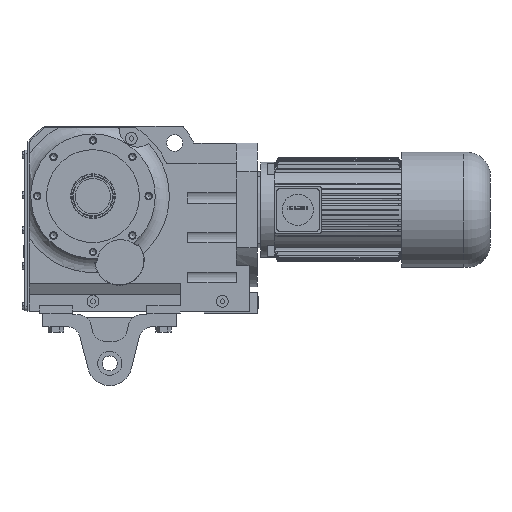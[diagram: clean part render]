
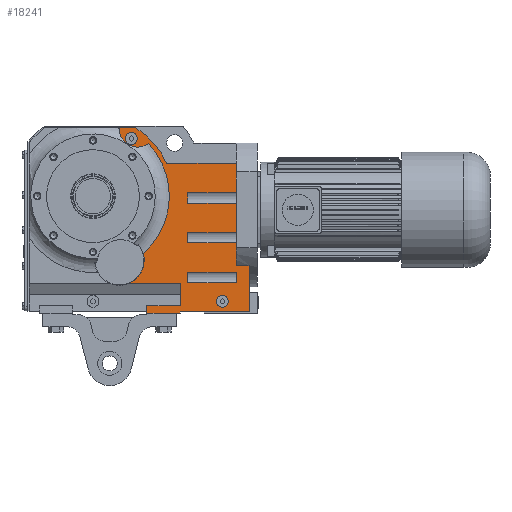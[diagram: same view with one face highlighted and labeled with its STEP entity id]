
A CAD part, front view. The second image highlights one B-rep face of the part: STEP entity #18241.
In plain terms, the highlighted planar face has unit normal (0, -1, 0).
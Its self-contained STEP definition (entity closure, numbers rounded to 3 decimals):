
#428=FACE_BOUND('',#6088,.T.);
#429=FACE_BOUND('',#6089,.T.);
#430=FACE_BOUND('',#6090,.T.);
#2114=LINE('',#31445,#3758);
#2115=LINE('',#31449,#3759);
#2116=LINE('',#31452,#3760);
#2117=LINE('',#31454,#3761);
#2121=LINE('',#31526,#3765);
#2125=LINE('',#31535,#3769);
#2126=LINE('',#31541,#3770);
#2127=LINE('',#31544,#3771);
#2128=LINE('',#31546,#3772);
#2129=LINE('',#31552,#3773);
#2130=LINE('',#31555,#3774);
#2131=LINE('',#31557,#3775);
#2132=LINE('',#31560,#3776);
#2133=LINE('',#31562,#3777);
#2134=LINE('',#31563,#3778);
#2135=LINE('',#31566,#3779);
#2137=LINE('',#31572,#3781);
#2141=LINE('',#31579,#3785);
#2145=LINE('',#31588,#3789);
#2149=LINE('',#31594,#3793);
#2204=LINE('',#31727,#3848);
#2222=LINE('',#31761,#3866);
#2223=LINE('',#31764,#3867);
#2224=LINE('',#31766,#3868);
#2225=LINE('',#31767,#3869);
#3758=VECTOR('',#24023,27.713);
#3759=VECTOR('',#24028,131.);
#3760=VECTOR('',#24031,131.);
#3761=VECTOR('',#24034,27.713);
#3765=VECTOR('',#24052,44.995);
#3769=VECTOR('',#24062,187.644);
#3770=VECTOR('',#24067,131.);
#3771=VECTOR('',#24070,131.);
#3772=VECTOR('',#24073,27.713);
#3773=VECTOR('',#24078,131.);
#3774=VECTOR('',#24081,131.);
#3775=VECTOR('',#24084,27.713);
#3776=VECTOR('',#24087,60.81);
#3777=VECTOR('',#24090,79.144);
#3778=VECTOR('',#24091,79.287);
#3779=VECTOR('',#24094,34.);
#3781=VECTOR('',#24100,123.334);
#3785=VECTOR('',#24106,185.);
#3789=VECTOR('',#24112,59.445);
#3793=VECTOR('',#24118,140.603);
#3848=VECTOR('',#24247,5.);
#3866=VECTOR('',#24277,90.);
#3867=VECTOR('',#24280,20.);
#3868=VECTOR('',#24281,80.);
#3869=VECTOR('',#24282,10.);
#5008=FACE_OUTER_BOUND('',#6087,.T.);
#6087=EDGE_LOOP('',(#15441,#15442,#15443,#15444,#15445,#15446,#15447,#15448,
#15449,#15450,#15451,#15452,#15453,#15454,#15455,#15456,#15457,#15458,#15459,
#15460,#15461,#15462,#15463,#15464,#15465));
#6088=EDGE_LOOP('',(#15466));
#6089=EDGE_LOOP('',(#15467));
#6090=EDGE_LOOP('',(#15468,#15469,#15470,#15471));
#6599=CIRCLE('',#19626,66.787);
#6620=CIRCLE('',#19679,16.);
#6621=CIRCLE('',#19681,16.);
#6622=CIRCLE('',#19683,50.);
#6623=CIRCLE('',#19686,217.);
#6630=CIRCLE('',#19705,205.5);
#8070=VERTEX_POINT('',#31158);
#8071=VERTEX_POINT('',#31160);
#8124=VERTEX_POINT('',#31443);
#8125=VERTEX_POINT('',#31444);
#8126=VERTEX_POINT('',#31448);
#8127=VERTEX_POINT('',#31450);
#8128=VERTEX_POINT('',#31456);
#8129=VERTEX_POINT('',#31460);
#8130=VERTEX_POINT('',#31464);
#8132=VERTEX_POINT('',#31492);
#8134=VERTEX_POINT('',#31525);
#8135=VERTEX_POINT('',#31529);
#8136=VERTEX_POINT('',#31533);
#8137=VERTEX_POINT('',#31537);
#8138=VERTEX_POINT('',#31538);
#8139=VERTEX_POINT('',#31540);
#8140=VERTEX_POINT('',#31542);
#8141=VERTEX_POINT('',#31548);
#8142=VERTEX_POINT('',#31549);
#8143=VERTEX_POINT('',#31551);
#8144=VERTEX_POINT('',#31553);
#8145=VERTEX_POINT('',#31559);
#8146=VERTEX_POINT('',#31565);
#8148=VERTEX_POINT('',#31571);
#8150=VERTEX_POINT('',#31578);
#8153=VERTEX_POINT('',#31585);
#8154=VERTEX_POINT('',#31587);
#8196=VERTEX_POINT('',#31726);
#8206=VERTEX_POINT('',#31759);
#8207=VERTEX_POINT('',#31763);
#8208=VERTEX_POINT('',#31765);
#10435=EDGE_CURVE('',#8071,#8070,#6599,.T.);
#10516=EDGE_CURVE('',#8124,#8125,#2114,.T.);
#10518=EDGE_CURVE('',#8126,#8124,#2115,.T.);
#10520=EDGE_CURVE('',#8125,#8127,#2116,.T.);
#10521=EDGE_CURVE('',#8127,#8126,#2117,.T.);
#10523=EDGE_CURVE('',#8128,#8128,#6620,.T.);
#10525=EDGE_CURVE('',#8129,#8129,#6621,.T.);
#10527=EDGE_CURVE('',#8132,#8130,#6622,.T.);
#10531=EDGE_CURVE('',#8134,#8132,#2121,.T.);
#10533=EDGE_CURVE('',#8135,#8134,#6623,.T.);
#10536=EDGE_CURVE('',#8136,#8135,#2125,.T.);
#10538=EDGE_CURVE('',#8139,#8138,#2126,.T.);
#10540=EDGE_CURVE('',#8137,#8140,#2127,.T.);
#10541=EDGE_CURVE('',#8140,#8139,#2128,.T.);
#10543=EDGE_CURVE('',#8143,#8142,#2129,.T.);
#10545=EDGE_CURVE('',#8141,#8144,#2130,.T.);
#10546=EDGE_CURVE('',#8144,#8143,#2131,.T.);
#10547=EDGE_CURVE('',#8145,#8141,#2132,.T.);
#10549=EDGE_CURVE('',#8138,#8136,#2133,.T.);
#10550=EDGE_CURVE('',#8142,#8137,#2134,.T.);
#10551=EDGE_CURVE('',#8146,#8145,#2135,.T.);
#10554=EDGE_CURVE('',#8148,#8146,#2137,.T.);
#10558=EDGE_CURVE('',#8150,#8148,#2141,.T.);
#10562=EDGE_CURVE('',#8154,#8153,#2145,.T.);
#10566=EDGE_CURVE('',#8070,#8154,#2149,.T.);
#10567=EDGE_CURVE('',#8130,#8071,#6630,.T.);
#10631=EDGE_CURVE('',#8196,#8150,#2204,.T.);
#10649=EDGE_CURVE('',#8153,#8206,#2222,.T.);
#10650=EDGE_CURVE('',#8206,#8207,#2223,.T.);
#10651=EDGE_CURVE('',#8208,#8207,#2224,.T.);
#10652=EDGE_CURVE('',#8208,#8196,#2225,.T.);
#15441=ORIENTED_EDGE('',*,*,#10567,.T.);
#15442=ORIENTED_EDGE('',*,*,#10435,.T.);
#15443=ORIENTED_EDGE('',*,*,#10566,.T.);
#15444=ORIENTED_EDGE('',*,*,#10562,.T.);
#15445=ORIENTED_EDGE('',*,*,#10649,.T.);
#15446=ORIENTED_EDGE('',*,*,#10650,.T.);
#15447=ORIENTED_EDGE('',*,*,#10651,.F.);
#15448=ORIENTED_EDGE('',*,*,#10652,.T.);
#15449=ORIENTED_EDGE('',*,*,#10631,.T.);
#15450=ORIENTED_EDGE('',*,*,#10558,.T.);
#15451=ORIENTED_EDGE('',*,*,#10554,.T.);
#15452=ORIENTED_EDGE('',*,*,#10551,.T.);
#15453=ORIENTED_EDGE('',*,*,#10547,.T.);
#15454=ORIENTED_EDGE('',*,*,#10545,.T.);
#15455=ORIENTED_EDGE('',*,*,#10546,.T.);
#15456=ORIENTED_EDGE('',*,*,#10543,.T.);
#15457=ORIENTED_EDGE('',*,*,#10550,.T.);
#15458=ORIENTED_EDGE('',*,*,#10540,.T.);
#15459=ORIENTED_EDGE('',*,*,#10541,.T.);
#15460=ORIENTED_EDGE('',*,*,#10538,.T.);
#15461=ORIENTED_EDGE('',*,*,#10549,.T.);
#15462=ORIENTED_EDGE('',*,*,#10536,.T.);
#15463=ORIENTED_EDGE('',*,*,#10533,.T.);
#15464=ORIENTED_EDGE('',*,*,#10531,.T.);
#15465=ORIENTED_EDGE('',*,*,#10527,.T.);
#15466=ORIENTED_EDGE('',*,*,#10525,.T.);
#15467=ORIENTED_EDGE('',*,*,#10523,.T.);
#15468=ORIENTED_EDGE('',*,*,#10520,.T.);
#15469=ORIENTED_EDGE('',*,*,#10521,.T.);
#15470=ORIENTED_EDGE('',*,*,#10518,.T.);
#15471=ORIENTED_EDGE('',*,*,#10516,.T.);
#16300=PLANE('',#19747);
#18241=ADVANCED_FACE('',(#5008,#428,#429,#430),#16300,.T.);
#19626=AXIS2_PLACEMENT_3D('',#31161,#23871,#23872);
#19679=AXIS2_PLACEMENT_3D('',#31458,#24038,#24039);
#19681=AXIS2_PLACEMENT_3D('',#31462,#24043,#24044);
#19683=AXIS2_PLACEMENT_3D('',#31493,#24047,#24048);
#19686=AXIS2_PLACEMENT_3D('',#31530,#24056,#24057);
#19705=AXIS2_PLACEMENT_3D('',#31596,#24121,#24122);
#19747=AXIS2_PLACEMENT_3D('',#31762,#24278,#24279);
#23871=DIRECTION('center_axis',(0.,1.,0.));
#23872=DIRECTION('ref_axis',(0.,0.,1.));
#24023=DIRECTION('',(0.,0.,-1.));
#24028=DIRECTION('',(1.,0.,0.));
#24031=DIRECTION('',(-1.,0.,0.));
#24034=DIRECTION('',(0.,0.,1.));
#24038=DIRECTION('center_axis',(0.,1.,0.));
#24039=DIRECTION('ref_axis',(1.,0.,0.));
#24043=DIRECTION('center_axis',(0.,1.,0.));
#24044=DIRECTION('ref_axis',(1.,0.,0.));
#24047=DIRECTION('center_axis',(0.,-1.,0.));
#24048=DIRECTION('ref_axis',(1.,0.,0.));
#24052=DIRECTION('',(-1.,0.,0.));
#24056=DIRECTION('center_axis',(0.,-1.,0.));
#24057=DIRECTION('ref_axis',(1.,0.,0.));
#24062=DIRECTION('',(-1.,0.,0.));
#24067=DIRECTION('',(1.,0.,0.));
#24070=DIRECTION('',(-1.,0.,0.));
#24073=DIRECTION('',(0.,0.,1.));
#24078=DIRECTION('',(1.,0.,0.));
#24081=DIRECTION('',(-1.,0.,0.));
#24084=DIRECTION('',(0.,0.,1.));
#24087=DIRECTION('',(0.,0.,1.));
#24090=DIRECTION('',(0.,0.,1.));
#24091=DIRECTION('',(0.,0.,1.));
#24094=DIRECTION('',(-1.,0.,0.));
#24100=DIRECTION('',(0.,0.,1.));
#24106=DIRECTION('',(1.,0.,0.));
#24112=DIRECTION('',(0.,0.,-1.));
#24118=DIRECTION('',(1.,0.,0.));
#24121=DIRECTION('center_axis',(0.,1.,0.));
#24122=DIRECTION('ref_axis',(0.,0.,-1.));
#24247=DIRECTION('',(0.,0.,1.));
#24277=DIRECTION('',(-1.,0.,0.));
#24278=DIRECTION('center_axis',(0.,-1.,0.));
#24279=DIRECTION('ref_axis',(0.,0.,-1.));
#24280=DIRECTION('',(0.,0.,-1.));
#24281=DIRECTION('',(-1.,0.,0.));
#24282=DIRECTION('',(1.,0.,0.));
#31158=CARTESIAN_POINT('',(94.397,21.,-235.555));
#31160=CARTESIAN_POINT('',(135.239,21.,-154.728));
#31161=CARTESIAN_POINT('Origin',(71.,21.,-173.));
#31443=CARTESIAN_POINT('',(386.,21.,-205.144));
#31444=CARTESIAN_POINT('',(386.,21.,-232.856));
#31445=CARTESIAN_POINT('',(386.,21.,-205.144));
#31448=CARTESIAN_POINT('',(255.,21.,-205.144));
#31449=CARTESIAN_POINT('',(255.,21.,-205.144));
#31450=CARTESIAN_POINT('',(255.,21.,-232.856));
#31452=CARTESIAN_POINT('',(386.,21.,-232.856));
#31454=CARTESIAN_POINT('',(255.,21.,-232.856));
#31456=CARTESIAN_POINT('',(332.,21.,-283.));
#31458=CARTESIAN_POINT('Origin',(348.,21.,-283.));
#31460=CARTESIAN_POINT('',(87.,21.,155.));
#31462=CARTESIAN_POINT('Origin',(103.,21.,155.));
#31464=CARTESIAN_POINT('',(149.144,21.,141.372));
#31492=CARTESIAN_POINT('',(70.04,21.,184.));
#31493=CARTESIAN_POINT('Origin',(120.,21.,182.));
#31525=CARTESIAN_POINT('',(115.035,21.,184.));
#31526=CARTESIAN_POINT('',(115.035,21.,184.));
#31529=CARTESIAN_POINT('',(198.356,21.,88.));
#31530=CARTESIAN_POINT('Origin',(0.,21.,0.));
#31533=CARTESIAN_POINT('',(386.,21.,88.));
#31535=CARTESIAN_POINT('',(386.,21.,88.));
#31537=CARTESIAN_POINT('',(386.,21.,-18.856));
#31538=CARTESIAN_POINT('',(386.,21.,8.856));
#31540=CARTESIAN_POINT('',(255.,21.,8.856));
#31541=CARTESIAN_POINT('',(255.,21.,8.856));
#31542=CARTESIAN_POINT('',(255.,21.,-18.856));
#31544=CARTESIAN_POINT('',(386.,21.,-18.856));
#31546=CARTESIAN_POINT('',(255.,21.,-18.856));
#31548=CARTESIAN_POINT('',(386.,21.,-125.856));
#31549=CARTESIAN_POINT('',(386.,21.,-98.144));
#31551=CARTESIAN_POINT('',(255.,21.,-98.144));
#31552=CARTESIAN_POINT('',(255.,21.,-98.144));
#31553=CARTESIAN_POINT('',(255.,21.,-125.856));
#31555=CARTESIAN_POINT('',(386.,21.,-125.856));
#31557=CARTESIAN_POINT('',(255.,21.,-125.856));
#31559=CARTESIAN_POINT('',(386.,21.,-186.666));
#31560=CARTESIAN_POINT('',(386.,21.,-186.666));
#31562=CARTESIAN_POINT('',(386.,21.,8.856));
#31563=CARTESIAN_POINT('',(386.,21.,-98.144));
#31565=CARTESIAN_POINT('',(420.,21.,-186.666));
#31566=CARTESIAN_POINT('',(420.,21.,-186.666));
#31571=CARTESIAN_POINT('',(420.,21.,-310.));
#31572=CARTESIAN_POINT('',(420.,21.,-310.));
#31578=CARTESIAN_POINT('',(235.,21.,-310.));
#31579=CARTESIAN_POINT('',(235.,21.,-310.));
#31585=CARTESIAN_POINT('',(235.,21.,-295.));
#31587=CARTESIAN_POINT('',(235.,21.,-235.555));
#31588=CARTESIAN_POINT('',(235.,21.,-235.555));
#31594=CARTESIAN_POINT('',(94.397,21.,-235.555));
#31596=CARTESIAN_POINT('Origin',(0.,21.,0.));
#31726=CARTESIAN_POINT('',(235.,21.,-315.));
#31727=CARTESIAN_POINT('',(235.,21.,-315.));
#31759=CARTESIAN_POINT('',(145.,21.,-295.));
#31761=CARTESIAN_POINT('',(235.,21.,-295.));
#31762=CARTESIAN_POINT('Origin',(124.,21.,-63.));
#31763=CARTESIAN_POINT('',(145.,21.,-315.));
#31764=CARTESIAN_POINT('',(145.,21.,-295.));
#31765=CARTESIAN_POINT('',(225.,21.,-315.));
#31766=CARTESIAN_POINT('',(225.,21.,-315.));
#31767=CARTESIAN_POINT('',(225.,21.,-315.));
